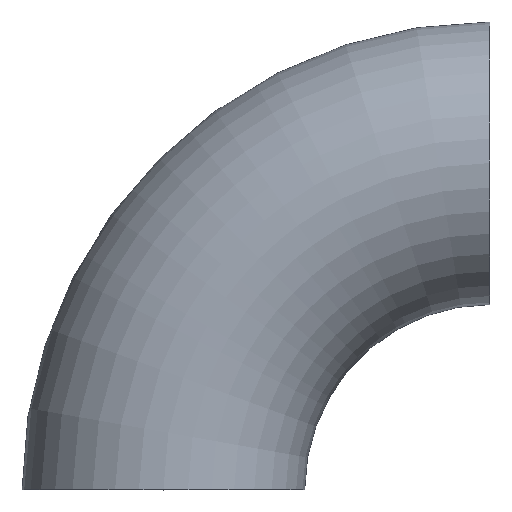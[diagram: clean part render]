
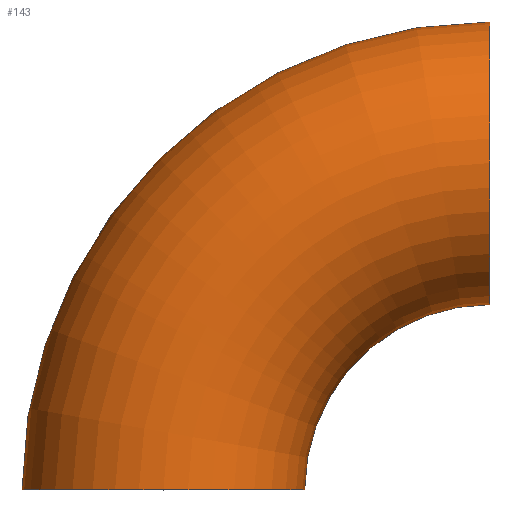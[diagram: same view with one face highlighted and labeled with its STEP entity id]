
A CAD part, top view. The second image highlights one B-rep face of the part: STEP entity #143.
In plain terms, the highlighted toroidal (fillet/blend) face has major radius 700 mm and minor radius 303 mm.
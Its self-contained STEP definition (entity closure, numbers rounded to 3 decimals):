
#1 = VERTEX_POINT ( 'NONE', #44 ) ;
#3 = AXIS2_PLACEMENT_3D ( 'NONE', #144, #24, #237 ) ;
#5 = VERTEX_POINT ( 'NONE', #166 ) ;
#14 = EDGE_CURVE ( 'NONE', #5, #101, #236, .T. ) ;
#21 = ORIENTED_EDGE ( 'NONE', *, *, #47, .F. ) ;
#24 = DIRECTION ( 'NONE',  ( 0., 0., 1. ) ) ;
#26 = ORIENTED_EDGE ( 'NONE', *, *, #204, .F. ) ;
#28 = CARTESIAN_POINT ( 'NONE',  ( 700., 0., 0. ) ) ;
#32 = CARTESIAN_POINT ( 'NONE',  ( 700., 0., 0. ) ) ;
#38 = ORIENTED_EDGE ( 'NONE', *, *, #253, .T. ) ;
#40 = FACE_OUTER_BOUND ( 'NONE', #203, .T. ) ;
#42 = CIRCLE ( 'NONE', #65, 303. ) ;
#44 = CARTESIAN_POINT ( 'NONE',  ( 303., 0., 0. ) ) ;
#47 = EDGE_CURVE ( 'NONE', #117, #1, #69, .T. ) ;
#51 = DIRECTION ( 'NONE',  ( 0., 0., 1. ) ) ;
#53 = AXIS2_PLACEMENT_3D ( 'NONE', #28, #208, #148 ) ;
#62 = AXIS2_PLACEMENT_3D ( 'NONE', #32, #51, #76 ) ;
#65 = AXIS2_PLACEMENT_3D ( 'NONE', #213, #80, #156 ) ;
#69 = CIRCLE ( 'NONE', #62, 397. ) ;
#70 = ORIENTED_EDGE ( 'NONE', *, *, #14, .T. ) ;
#76 = DIRECTION ( 'NONE',  ( 1., 0., 0. ) ) ;
#80 = DIRECTION ( 'NONE',  ( 0., 1., 0. ) ) ;
#101 = VERTEX_POINT ( 'NONE', #169 ) ;
#108 = CARTESIAN_POINT ( 'NONE',  ( 700., 700., 0. ) ) ;
#117 = VERTEX_POINT ( 'NONE', #153 ) ;
#121 = AXIS2_PLACEMENT_3D ( 'NONE', #108, #242, #228 ) ;
#143 = ADVANCED_FACE ( 'NONE', ( #40 ), #221, .T. ) ;
#144 = CARTESIAN_POINT ( 'NONE',  ( 700., 0., 0. ) ) ;
#148 = DIRECTION ( 'NONE',  ( 1., 0., 0. ) ) ;
#150 = CIRCLE ( 'NONE', #121, 303. ) ;
#153 = CARTESIAN_POINT ( 'NONE',  ( 700., 397., 0. ) ) ;
#156 = DIRECTION ( 'NONE',  ( 0., 0., 1. ) ) ;
#166 = CARTESIAN_POINT ( 'NONE',  ( 700., 1003., 0. ) ) ;
#169 = CARTESIAN_POINT ( 'NONE',  ( -303., 0., 0. ) ) ;
#203 = EDGE_LOOP ( 'NONE', ( #26, #70, #38, #21 ) ) ;
#204 = EDGE_CURVE ( 'NONE', #5, #117, #150, .T. ) ;
#208 = DIRECTION ( 'NONE',  ( 0., 0., 1. ) ) ;
#213 = CARTESIAN_POINT ( 'NONE',  ( 0., 0., 0. ) ) ;
#221 = TOROIDAL_SURFACE ( 'NONE', #53, 700., 303. ) ;
#228 = DIRECTION ( 'NONE',  ( 0., 0., 1. ) ) ;
#236 = CIRCLE ( 'NONE', #3, 1003. ) ;
#237 = DIRECTION ( 'NONE',  ( 1., 0., 0. ) ) ;
#242 = DIRECTION ( 'NONE',  ( 1., 0., 0. ) ) ;
#253 = EDGE_CURVE ( 'NONE', #101, #1, #42, .T. ) ;
